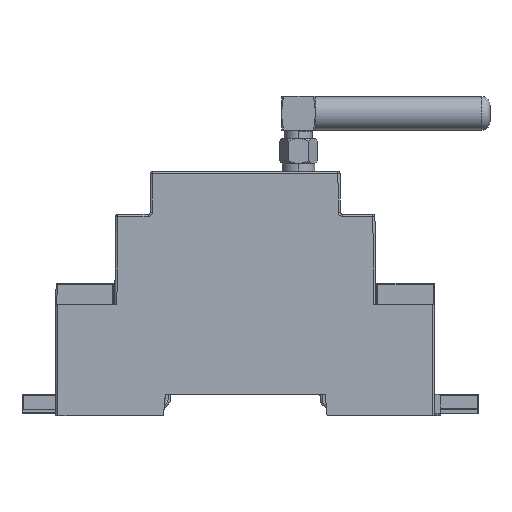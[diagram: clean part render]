
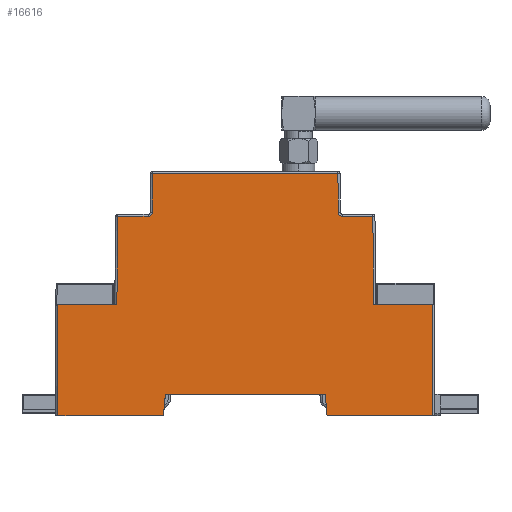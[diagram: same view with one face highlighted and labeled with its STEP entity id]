
A CAD part, front view. The second image highlights one B-rep face of the part: STEP entity #16616.
In plain terms, the highlighted planar face has unit normal (0, -1, 0.009).
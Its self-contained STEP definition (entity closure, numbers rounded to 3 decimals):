
#1955=FACE_OUTER_BOUND('',#20560,.T.);
#4212=PLANE('',#51770);
#5324=B_SPLINE_CURVE_WITH_KNOTS('',3,(#78261,#78262,#78263,#78264,#78265,
#78266,#78267,#78268,#78269,#78270,#78271,#78272,#78273,#78274,#78275,#78276,
#78277,#78278),.UNSPECIFIED.,.F.,.F.,(4,1,1,2,2,2,1,1,2,2,4),(0.,0.125,
0.188,0.219,0.25,0.5,
0.625,0.688,0.719,0.75,
1.),.UNSPECIFIED.);
#5325=B_SPLINE_CURVE_WITH_KNOTS('',3,(#78279,#78280,#78281,#78282,#78283,
#78284,#78285,#78286,#78287,#78288,#78289,#78290,#78291,#78292,#78293,#78294,
#78295,#78296),.UNSPECIFIED.,.F.,.F.,(4,1,1,2,2,2,1,1,2,2,4),(0.,0.125,
0.188,0.219,0.25,0.5,
0.625,0.688,0.719,0.75,
1.),.UNSPECIFIED.);
#7771=LINE('',#77595,#12610);
#7773=LINE('',#77601,#12612);
#7848=LINE('',#77764,#12687);
#7867=LINE('',#77808,#12706);
#7873=LINE('',#77834,#12712);
#7875=LINE('',#77852,#12714);
#7880=LINE('',#77868,#12719);
#7881=LINE('',#77883,#12720);
#7882=LINE('',#77895,#12721);
#7888=LINE('',#77917,#12727);
#7910=LINE('',#77964,#12749);
#7913=LINE('',#77970,#12752);
#7938=LINE('',#78024,#12777);
#8042=LINE('',#78256,#12881);
#8043=LINE('',#78258,#12882);
#8044=LINE('',#78260,#12883);
#12610=VECTOR('',#58776,1.);
#12612=VECTOR('',#58782,1.);
#12687=VECTOR('',#58899,1.);
#12706=VECTOR('',#58936,1.);
#12712=VECTOR('',#58962,1.);
#12714=VECTOR('',#58972,1.);
#12719=VECTOR('',#58997,1.);
#12720=VECTOR('',#59004,1.);
#12721=VECTOR('',#59015,1.);
#12727=VECTOR('',#59043,1.);
#12749=VECTOR('',#59081,1.);
#12752=VECTOR('',#59086,1.);
#12777=VECTOR('',#59153,1.);
#12881=VECTOR('',#59355,1.);
#12882=VECTOR('',#59356,1.);
#12883=VECTOR('',#59357,1.);
#16616=ADVANCED_FACE('',(#1955),#4212,.T.);
#20560=EDGE_LOOP('',(#27855,#27856,#27857,#27858,#27859,#27860,#27861,#27862,
#27863,#27864,#27865,#27866,#27867,#27868,#27869,#27870,#27871,#27872));
#27855=ORIENTED_EDGE('',*,*,#44359,.F.);
#27856=ORIENTED_EDGE('',*,*,#44329,.F.);
#27857=ORIENTED_EDGE('',*,*,#44474,.T.);
#27858=ORIENTED_EDGE('',*,*,#44475,.T.);
#27859=ORIENTED_EDGE('',*,*,#44476,.T.);
#27860=ORIENTED_EDGE('',*,*,#44153,.F.);
#27861=ORIENTED_EDGE('',*,*,#44156,.F.);
#27862=ORIENTED_EDGE('',*,*,#44237,.F.);
#27863=ORIENTED_EDGE('',*,*,#44259,.F.);
#27864=ORIENTED_EDGE('',*,*,#44271,.F.);
#27865=ORIENTED_EDGE('',*,*,#44477,.T.);
#27866=ORIENTED_EDGE('',*,*,#44276,.F.);
#27867=ORIENTED_EDGE('',*,*,#44284,.F.);
#27868=ORIENTED_EDGE('',*,*,#44288,.F.);
#27869=ORIENTED_EDGE('',*,*,#44478,.T.);
#27870=ORIENTED_EDGE('',*,*,#44293,.F.);
#27871=ORIENTED_EDGE('',*,*,#44305,.F.);
#27872=ORIENTED_EDGE('',*,*,#44332,.F.);
#38620=VERTEX_POINT('',#77594);
#38621=VERTEX_POINT('',#77596);
#38622=VERTEX_POINT('',#77600);
#38681=VERTEX_POINT('',#77763);
#38697=VERTEX_POINT('',#77807);
#38702=VERTEX_POINT('',#77833);
#38703=VERTEX_POINT('',#77849);
#38704=VERTEX_POINT('',#77851);
#38705=VERTEX_POINT('',#77867);
#38706=VERTEX_POINT('',#77882);
#38707=VERTEX_POINT('',#77892);
#38708=VERTEX_POINT('',#77894);
#38713=VERTEX_POINT('',#77916);
#38729=VERTEX_POINT('',#77960);
#38730=VERTEX_POINT('',#77963);
#38732=VERTEX_POINT('',#77969);
#38812=VERTEX_POINT('',#78257);
#38813=VERTEX_POINT('',#78259);
#44153=EDGE_CURVE('',#38620,#38621,#7771,.T.);
#44156=EDGE_CURVE('',#38622,#38620,#7773,.T.);
#44237=EDGE_CURVE('',#38681,#38622,#7848,.T.);
#44259=EDGE_CURVE('',#38697,#38681,#7867,.T.);
#44271=EDGE_CURVE('',#38702,#38697,#7873,.T.);
#44276=EDGE_CURVE('',#38704,#38703,#7875,.T.);
#44284=EDGE_CURVE('',#38705,#38704,#7880,.T.);
#44288=EDGE_CURVE('',#38706,#38705,#7881,.T.);
#44293=EDGE_CURVE('',#38708,#38707,#7882,.T.);
#44305=EDGE_CURVE('',#38713,#38708,#7888,.T.);
#44329=EDGE_CURVE('',#38730,#38729,#7910,.T.);
#44332=EDGE_CURVE('',#38732,#38713,#7913,.T.);
#44359=EDGE_CURVE('',#38729,#38732,#7938,.T.);
#44474=EDGE_CURVE('',#38730,#38812,#8042,.T.);
#44475=EDGE_CURVE('',#38812,#38813,#8043,.T.);
#44476=EDGE_CURVE('',#38813,#38621,#8044,.T.);
#44477=EDGE_CURVE('',#38702,#38703,#5324,.T.);
#44478=EDGE_CURVE('',#38706,#38707,#5325,.T.);
#51770=AXIS2_PLACEMENT_3D('',#78297,#59358,#59359);
#58776=DIRECTION('',(-1.,0.,0.));
#58782=DIRECTION('',(0.,-0.009,-1.));
#58899=DIRECTION('',(1.,0.,0.));
#58936=DIRECTION('',(0.009,-0.009,-1.));
#58962=DIRECTION('',(1.,0.,0.));
#58972=DIRECTION('',(0.009,-0.009,-1.));
#58997=DIRECTION('',(1.,0.,0.));
#59004=DIRECTION('',(0.009,0.009,1.));
#59015=DIRECTION('',(1.,0.,0.));
#59043=DIRECTION('',(0.009,0.009,1.));
#59081=DIRECTION('',(-1.,0.,0.));
#59086=DIRECTION('',(1.,0.,0.));
#59153=DIRECTION('',(0.,0.009,1.));
#59355=DIRECTION('',(0.087,0.009,0.996));
#59356=DIRECTION('',(1.,0.,0.));
#59357=DIRECTION('',(0.087,-0.009,-0.996));
#59358=DIRECTION('',(0.,-1.,0.009));
#59359=DIRECTION('',(0.,0.009,1.));
#77594=CARTESIAN_POINT('',(44.5,-0.001,0.));
#77595=CARTESIAN_POINT('',(-45.,-0.001,0.));
#77596=CARTESIAN_POINT('',(19.437,-0.001,0.));
#77600=CARTESIAN_POINT('',(44.5,0.23,26.4));
#77601=CARTESIAN_POINT('',(44.5,0.058,6.778));
#77763=CARTESIAN_POINT('',(30.5,0.23,26.4));
#77764=CARTESIAN_POINT('',(-45.,0.23,26.4));
#77807=CARTESIAN_POINT('',(30.318,0.412,47.304));
#77808=CARTESIAN_POINT('',(30.609,0.121,13.91));
#77833=CARTESIAN_POINT('',(23.096,0.412,47.304));
#77834=CARTESIAN_POINT('',(-22.5,0.412,47.304));
#77849=CARTESIAN_POINT('',(22.096,0.421,48.296));
#77851=CARTESIAN_POINT('',(22.016,0.501,57.504));
#77852=CARTESIAN_POINT('',(22.303,0.214,24.573));
#77867=CARTESIAN_POINT('',(-22.015,0.501,57.504));
#77868=CARTESIAN_POINT('',(-22.5,0.501,57.504));
#77882=CARTESIAN_POINT('',(-22.095,0.421,48.296));
#77883=CARTESIAN_POINT('',(-22.309,0.207,23.8));
#77892=CARTESIAN_POINT('',(-23.095,0.412,47.304));
#77894=CARTESIAN_POINT('',(-30.318,0.412,47.304));
#77895=CARTESIAN_POINT('',(-22.5,0.412,47.304));
#77916=CARTESIAN_POINT('',(-30.5,0.23,26.4));
#77917=CARTESIAN_POINT('',(-30.616,0.114,13.136));
#77960=CARTESIAN_POINT('',(-44.5,-0.001,0.));
#77963=CARTESIAN_POINT('',(-19.437,-0.001,0.));
#77964=CARTESIAN_POINT('',(-45.,-0.001,0.));
#77969=CARTESIAN_POINT('',(-44.5,0.23,26.4));
#77970=CARTESIAN_POINT('',(-45.,0.23,26.4));
#78024=CARTESIAN_POINT('',(-44.5,0.058,6.778));
#78256=CARTESIAN_POINT('',(-19.437,-0.001,0.));
#78257=CARTESIAN_POINT('',(-19.,0.043,5.));
#78258=CARTESIAN_POINT('',(-45.,0.043,5.));
#78259=CARTESIAN_POINT('',(19.,0.043,5.));
#78260=CARTESIAN_POINT('',(19.,0.043,5.));
#78261=CARTESIAN_POINT('',(23.096,0.412,47.304));
#78262=CARTESIAN_POINT('',(23.033,0.412,47.304));
#78263=CARTESIAN_POINT('',(22.939,0.412,47.313));
#78264=CARTESIAN_POINT('',(22.834,0.412,47.338));
#78265=CARTESIAN_POINT('',(22.789,0.413,47.353));
#78266=CARTESIAN_POINT('',(22.759,0.413,47.363));
#78267=CARTESIAN_POINT('',(22.746,0.413,47.368));
#78268=CARTESIAN_POINT('',(22.602,0.413,47.424));
#78269=CARTESIAN_POINT('',(22.489,0.414,47.498));
#78270=CARTESIAN_POINT('',(22.343,0.415,47.642));
#78271=CARTESIAN_POINT('',(22.279,0.416,47.72));
#78272=CARTESIAN_POINT('',(22.219,0.417,47.822));
#78273=CARTESIAN_POINT('',(22.196,0.417,47.867));
#78274=CARTESIAN_POINT('',(22.182,0.417,47.898));
#78275=CARTESIAN_POINT('',(22.175,0.417,47.915));
#78276=CARTESIAN_POINT('',(22.121,0.419,48.047));
#78277=CARTESIAN_POINT('',(22.097,0.42,48.169));
#78278=CARTESIAN_POINT('',(22.096,0.421,48.296));
#78279=CARTESIAN_POINT('',(-22.095,0.421,48.296));
#78280=CARTESIAN_POINT('',(-22.096,0.42,48.232));
#78281=CARTESIAN_POINT('',(-22.106,0.419,48.139));
#78282=CARTESIAN_POINT('',(-22.132,0.418,48.034));
#78283=CARTESIAN_POINT('',(-22.146,0.418,47.989));
#78284=CARTESIAN_POINT('',(-22.157,0.418,47.959));
#78285=CARTESIAN_POINT('',(-22.162,0.418,47.946));
#78286=CARTESIAN_POINT('',(-22.219,0.416,47.803));
#78287=CARTESIAN_POINT('',(-22.294,0.415,47.691));
#78288=CARTESIAN_POINT('',(-22.44,0.414,47.546));
#78289=CARTESIAN_POINT('',(-22.519,0.414,47.482));
#78290=CARTESIAN_POINT('',(-22.62,0.413,47.423));
#78291=CARTESIAN_POINT('',(-22.666,0.413,47.401));
#78292=CARTESIAN_POINT('',(-22.697,0.413,47.387));
#78293=CARTESIAN_POINT('',(-22.714,0.413,47.38));
#78294=CARTESIAN_POINT('',(-22.846,0.412,47.328));
#78295=CARTESIAN_POINT('',(-22.969,0.412,47.304));
#78296=CARTESIAN_POINT('',(-23.095,0.412,47.304));
#78297=CARTESIAN_POINT('',(-45.,-0.001,0.));
